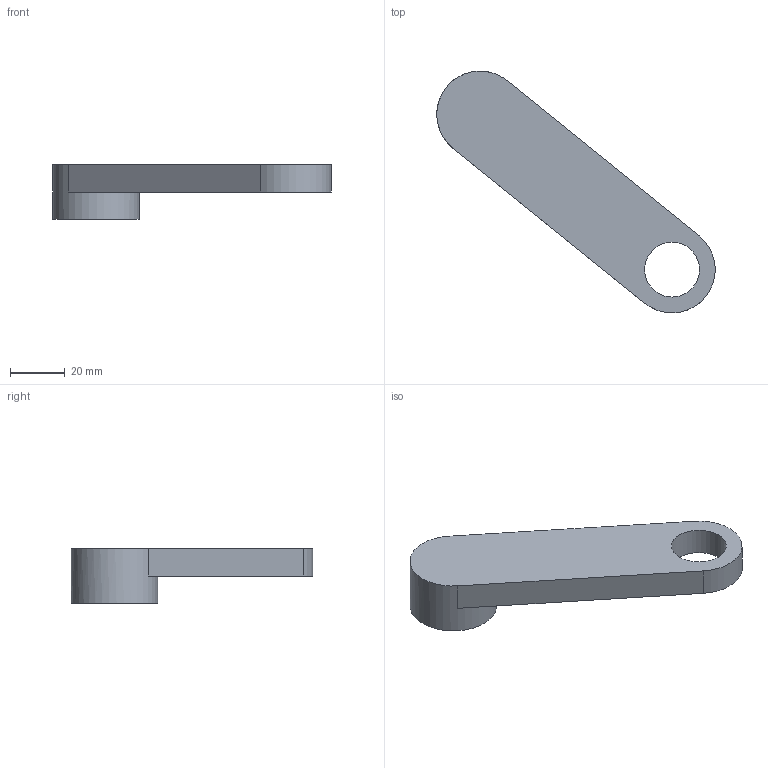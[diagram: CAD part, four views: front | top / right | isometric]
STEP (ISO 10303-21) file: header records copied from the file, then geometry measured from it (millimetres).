
FILE_DESCRIPTION (( 'STEP AP203' ), '1' );
FILE_NAME ('Elbow_Default_sldprt.STEP', '2021-05-30T05:39:28', ( '' ), ( '' ), 'SwSTEP 2.0', 'SolidWorks 2020', '' );
FILE_SCHEMA (( 'CONFIG_CONTROL_DESIGN' ));
Length unit declared in the file: millimetre
Products named in the file (1): Elbow_Default_sldprt
Bounding box: 101.51 x 88.1 x 20 mm (x, y, z)
Volume: 40840 mm3; surface area: 11016 mm2
Topology: 1 solids, 1 shells, 8 faces, 18 edges, 12 vertices
Faces by surface type: plane 5, cylinder 3
Full cylindrical faces by diameter (mm): 20 x1, 31.524 x1
Entity records: 291 total; most frequent: DIRECTION 40, CARTESIAN_POINT 35, ORIENTED_EDGE 30, AXIS2_PLACEMENT_3D 16, EDGE_CURVE 15, EDGE_LOOP 12, VERTEX_POINT 11, FACE_OUTER_BOUND 10
